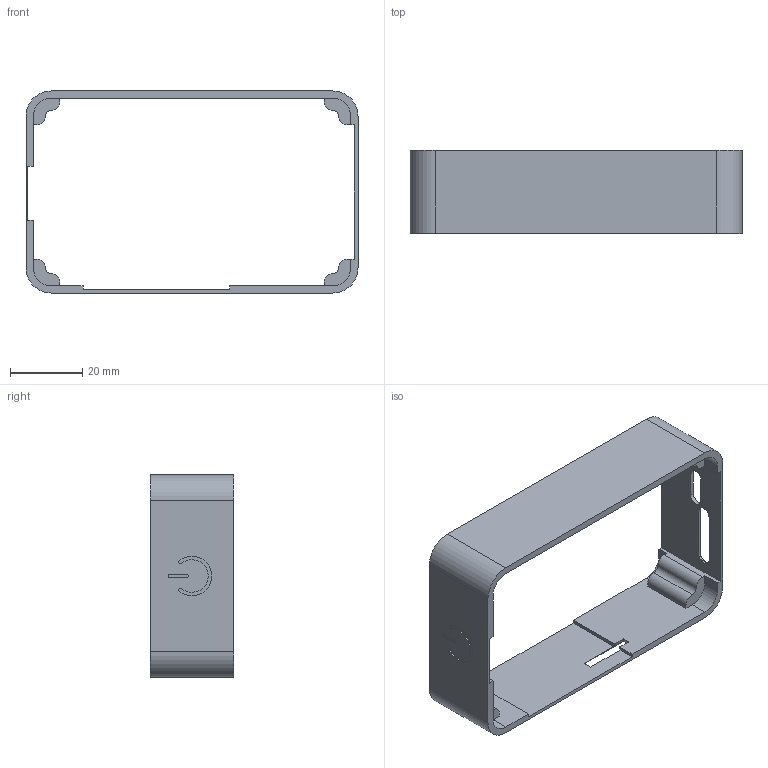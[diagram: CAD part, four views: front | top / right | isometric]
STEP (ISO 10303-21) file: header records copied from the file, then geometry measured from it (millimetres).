
FILE_DESCRIPTION(/* description */ (''),/* implementation_level */ '2;1');
FILE_NAME(/* name */ 'dystans.stp',/* time_stamp */ '2025-09-16T07:03:58+02:00',/* author */ ('sikor'),/* organization */ (''),/* preprocessor_version */ 'ST-DEVELOPER v20',/* originating_system */ 'Autodesk Inventor 2024',/* authorisation */ '');
FILE_SCHEMA (('AUTOMOTIVE_DESIGN { 1 0 10303 214 3 1 1 }'));
Length unit declared in the file: millimetre
Products named in the file (1): obudowa_2
Bounding box: 92 x 23 x 56 mm (x, y, z)
Volume: 12238.4 mm3; surface area: 13862.8 mm2
Topology: 1 solids, 1 shells, 92 faces, 261 edges, 172 vertices
Faces by surface type: plane 50, cylinder 40, torus 2
Entity records: 3056 total; most frequent: DIRECTION 527, CARTESIAN_POINT 526, ORIENTED_EDGE 522, EDGE_CURVE 261, LINE 181, VECTOR 181, AXIS2_PLACEMENT_3D 173, VERTEX_POINT 172
